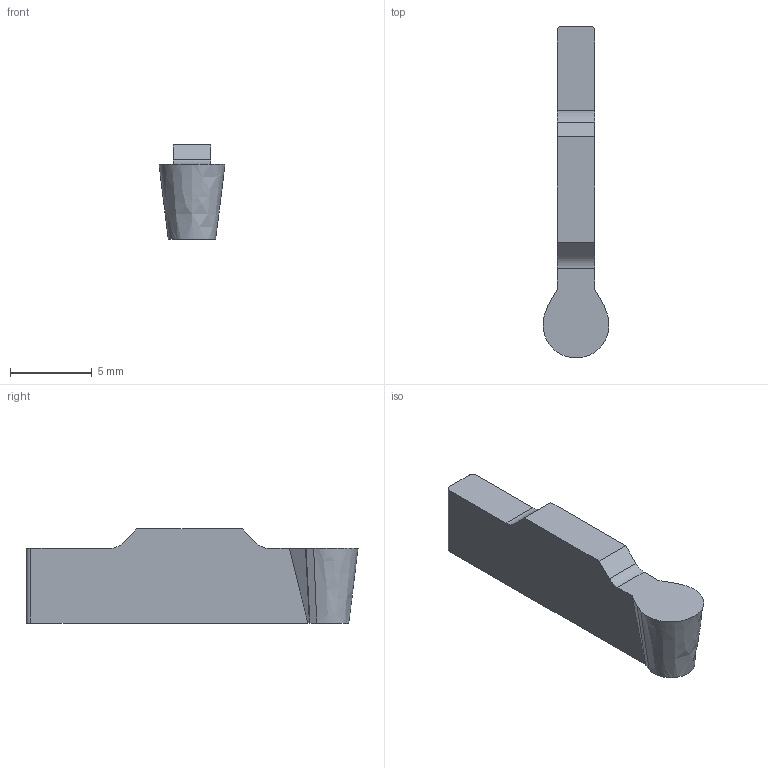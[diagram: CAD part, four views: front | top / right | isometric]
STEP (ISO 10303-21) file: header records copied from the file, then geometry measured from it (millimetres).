
FILE_DESCRIPTION(/* description */ (''),/* implementation_level */ '2;1');
FILE_NAME(/* name */ 'n123g1-0400-rm-h13a_cut_20190527_094553_1.stp',/* time_stamp */ '2019-05-27T09:46:48+02:00',/* author */ (''),/* organization */ ('SMS'),/* preprocessor_version */ 'ST-DEVELOPER v15',/* originating_system */ 'SIEMENS PLM Software NX 8.5',/* authorisation */ '');
FILE_SCHEMA (('AUTOMOTIVE_DESIGN { 1 0 10303 214 3 1 1 1 }'));
Length unit declared in the file: millimetre
Products named in the file (1): N123G1-0400-RM-H13A_CUT_20190527_094553_1
Bounding box: 4.03 x 20.33 x 5.76 mm (x, y, z)
Volume: 241.9 mm3; surface area: 320.6 mm2
Topology: 1 solids, 1 shells, 20 faces, 55 edges, 39 vertices
Faces by surface type: plane 13, cylinder 4, bspline 3
Entity records: 791 total; most frequent: CARTESIAN_POINT 250, ORIENTED_EDGE 108, DIRECTION 93, EDGE_CURVE 54, LINE 37, VECTOR 37, VERTEX_POINT 36, AXIS2_PLACEMENT_3D 28
